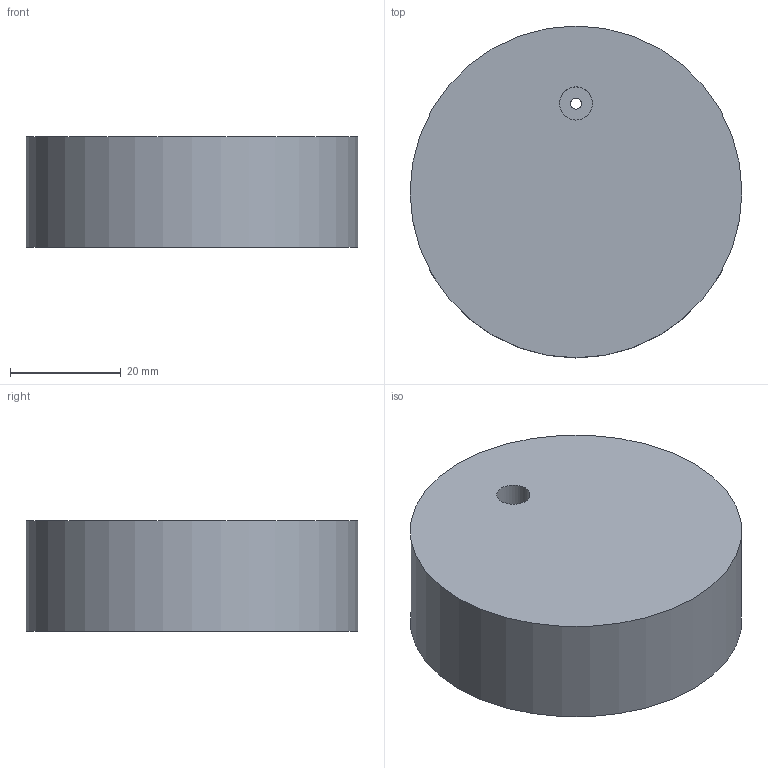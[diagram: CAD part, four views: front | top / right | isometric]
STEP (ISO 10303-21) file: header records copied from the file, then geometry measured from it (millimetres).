
FILE_DESCRIPTION(('FreeCAD Model'),'2;1');
FILE_NAME('polim.step', '2020-06-20T18:26:18',('Author'),(''), 'Open CASCADE STEP processor 7.2','FreeCAD','Unknown');
FILE_SCHEMA(('AUTOMOTIVE_DESIGN { 1 0 10303 214 1 1 1 1 }'));
Length unit declared in the file: millimetre
Products named in the file (1): Piece
Bounding box: 60 x 60 x 20 mm (x, y, z)
Volume: 55275 mm3; surface area: 10007.2 mm2
Topology: 1 solids, 1 shells, 30 faces, 78 edges, 52 vertices
Faces by surface type: plane 15, torus 8, cylinder 7
Full cylindrical faces by diameter (mm): 2 x1, 6 x1, 52 x1, 60 x1
Entity records: 4737 total; most frequent: CARTESIAN_POINT 3065, DIRECTION 244, ORIENTED_EDGE 156, PCURVE 156, DEFINITIONAL_REPRESENTATION 156, B_SPLINE_CURVE_WITH_KNOTS 81, LINE 79, VECTOR 79
